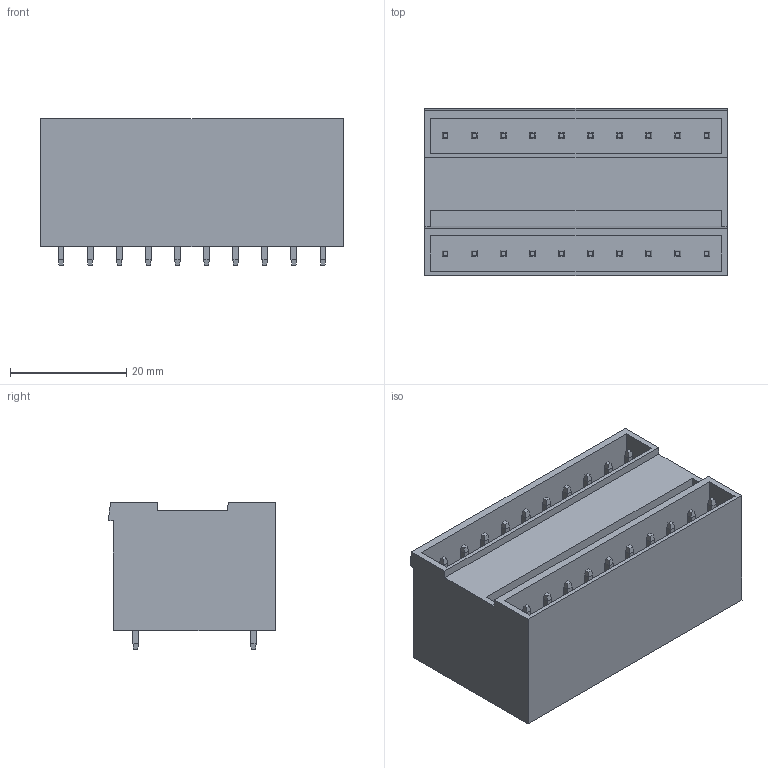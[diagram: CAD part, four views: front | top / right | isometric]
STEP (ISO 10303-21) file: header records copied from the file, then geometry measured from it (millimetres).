
FILE_DESCRIPTION(('CATIA V5 STEP Exchange','CAx-IF Rec.Pracs.--- Model Styling and Organization---1.2---2011-12-15'),'2;1');
FILE_NAME ('D1453503_0_1614890000_1614890000.stp','2018-11-03T04:31:11+00:00',('none'),('Weidmueller'),'CATIA Version 5-6 Release 2014','CATIA V5 STEP AP214','none');
FILE_SCHEMA(('AUTOMOTIVE_DESIGN { 1 0 10303 214 1 1 1 1 }'));
Length unit declared in the file: millimetre
Products named in the file (1): 1614890000
Bounding box: 52 x 28.68 x 25.2 mm (x, y, z)
Volume: 15658 mm3; surface area: 14836.4 mm2
Topology: 21 solids, 21 shells, 394 faces, 890 edges, 540 vertices
Faces by surface type: plane 394
Entity records: 9338 total; most frequent: ORIENTED_EDGE 1780, CARTESIAN_POINT 1756, DIRECTION 1060, EDGE_CURVE 890, VECTOR 730, LINE 730, VERTEX_POINT 540, EDGE_LOOP 436
